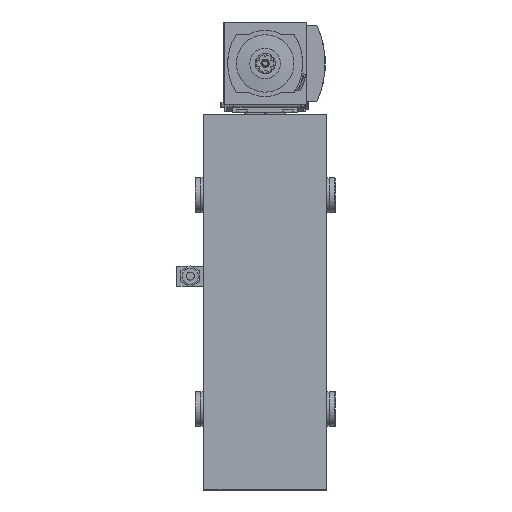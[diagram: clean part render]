
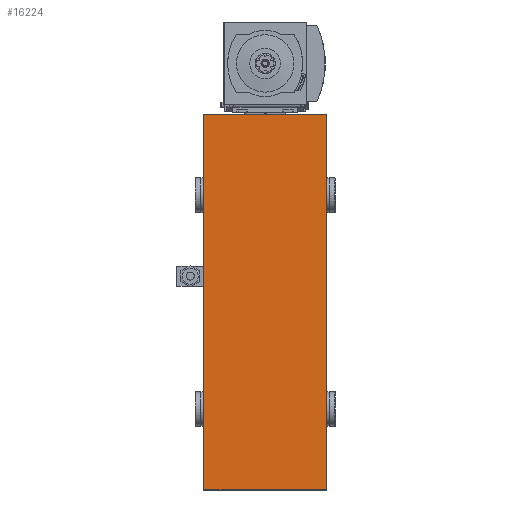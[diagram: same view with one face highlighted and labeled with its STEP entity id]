
A CAD part, front view. The second image highlights one B-rep face of the part: STEP entity #16224.
In plain terms, the highlighted planar face has unit normal (0, -1, 0).
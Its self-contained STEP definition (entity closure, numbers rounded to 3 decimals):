
#398=LINE('',#22131,#1564);
#399=LINE('',#22133,#1565);
#400=LINE('',#22135,#1566);
#401=LINE('',#22137,#1567);
#1564=VECTOR('',#18358,1000.);
#1565=VECTOR('',#18361,1000.);
#1566=VECTOR('',#18362,1000.);
#1567=VECTOR('',#18363,1000.);
#2696=PLANE('',#17020);
#3337=ORIENTED_EDGE('',*,*,#6871,.T.);
#3338=ORIENTED_EDGE('',*,*,#6870,.T.);
#3339=ORIENTED_EDGE('',*,*,#6872,.F.);
#3340=ORIENTED_EDGE('',*,*,#6873,.F.);
#6870=EDGE_CURVE('',#8627,#8629,#398,.T.);
#6871=EDGE_CURVE('',#8630,#8627,#399,.T.);
#6872=EDGE_CURVE('',#8631,#8629,#400,.T.);
#6873=EDGE_CURVE('',#8630,#8631,#401,.T.);
#8627=VERTEX_POINT('',#22126);
#8629=VERTEX_POINT('',#22130);
#8630=VERTEX_POINT('',#22134);
#8631=VERTEX_POINT('',#22136);
#10270=EDGE_LOOP('',(#3337,#3338,#3339,#3340));
#11243=FACE_BOUND('',#10270,.T.);
#16224=ADVANCED_FACE('',(#11243),#2696,.F.);
#17020=AXIS2_PLACEMENT_3D('',#22132,#18359,#18360);
#18358=DIRECTION('',(0.,0.,-1.));
#18359=DIRECTION('',(0.,1.,0.));
#18360=DIRECTION('',(0.,0.,1.));
#18361=DIRECTION('',(-1.,0.,0.));
#18362=DIRECTION('',(-1.,0.,0.));
#18363=DIRECTION('',(0.,0.,-1.));
#22126=CARTESIAN_POINT('',(-45.75,-1438.,280.75));
#22130=CARTESIAN_POINT('',(-45.75,-1438.,0.25));
#22131=CARTESIAN_POINT('',(-45.75,-1438.,281.));
#22132=CARTESIAN_POINT('',(-45.75,-1438.,281.));
#22133=CARTESIAN_POINT('',(46.,-1438.,280.75));
#22134=CARTESIAN_POINT('',(45.75,-1438.,280.75));
#22135=CARTESIAN_POINT('',(46.,-1438.,0.25));
#22136=CARTESIAN_POINT('',(45.75,-1438.,0.25));
#22137=CARTESIAN_POINT('',(45.75,-1438.,281.));
